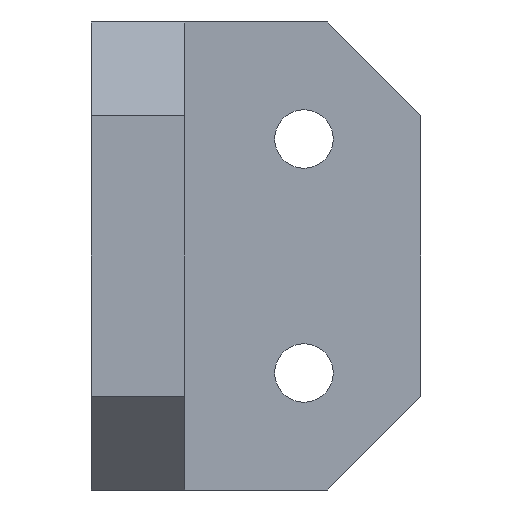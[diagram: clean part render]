
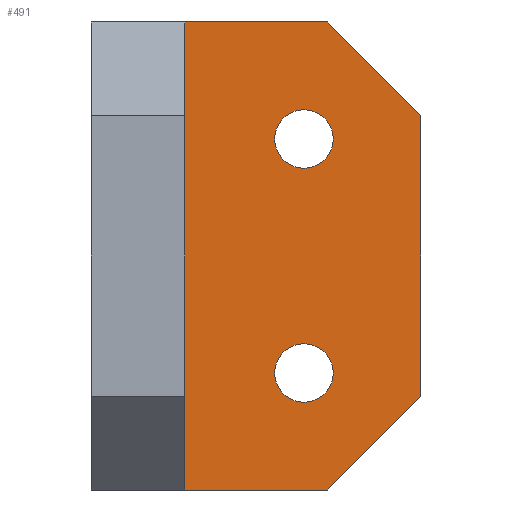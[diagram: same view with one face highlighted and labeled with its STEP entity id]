
A CAD part, front view. The second image highlights one B-rep face of the part: STEP entity #491.
In plain terms, the highlighted planar face has unit normal (0, -1, 0).
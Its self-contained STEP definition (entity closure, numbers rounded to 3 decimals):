
#37=FACE_BOUND('',#116,.T.);
#38=FACE_BOUND('',#117,.T.);
#61=CIRCLE('',#540,2.5);
#62=CIRCLE('',#541,2.5);
#81=FACE_OUTER_BOUND('',#115,.T.);
#115=EDGE_LOOP('',(#381,#382,#383,#384,#385,#386));
#116=EDGE_LOOP('',(#387));
#117=EDGE_LOOP('',(#388));
#154=LINE('',#729,#196);
#164=LINE('',#769,#206);
#169=LINE('',#778,#211);
#170=LINE('',#781,#212);
#171=LINE('',#782,#213);
#172=LINE('',#783,#214);
#196=VECTOR('',#584,10.);
#206=VECTOR('',#620,10.);
#211=VECTOR('',#627,10.);
#212=VECTOR('',#630,10.);
#213=VECTOR('',#631,10.);
#214=VECTOR('',#632,10.);
#237=VERTEX_POINT('',#726);
#238=VERTEX_POINT('',#728);
#254=VERTEX_POINT('',#766);
#255=VERTEX_POINT('',#768);
#258=VERTEX_POINT('',#776);
#259=VERTEX_POINT('',#780);
#260=VERTEX_POINT('',#784);
#261=VERTEX_POINT('',#786);
#282=EDGE_CURVE('',#238,#237,#154,.T.);
#302=EDGE_CURVE('',#255,#254,#164,.T.);
#307=EDGE_CURVE('',#258,#237,#169,.T.);
#308=EDGE_CURVE('',#258,#259,#170,.T.);
#309=EDGE_CURVE('',#255,#259,#171,.T.);
#310=EDGE_CURVE('',#254,#238,#172,.T.);
#311=EDGE_CURVE('',#260,#260,#61,.T.);
#312=EDGE_CURVE('',#261,#261,#62,.T.);
#381=ORIENTED_EDGE('',*,*,#307,.F.);
#382=ORIENTED_EDGE('',*,*,#308,.T.);
#383=ORIENTED_EDGE('',*,*,#309,.F.);
#384=ORIENTED_EDGE('',*,*,#302,.T.);
#385=ORIENTED_EDGE('',*,*,#310,.T.);
#386=ORIENTED_EDGE('',*,*,#282,.T.);
#387=ORIENTED_EDGE('',*,*,#311,.F.);
#388=ORIENTED_EDGE('',*,*,#312,.F.);
#479=PLANE('',#539);
#491=ADVANCED_FACE('',(#81,#37,#38),#479,.F.);
#539=AXIS2_PLACEMENT_3D('',#779,#628,#629);
#540=AXIS2_PLACEMENT_3D('',#785,#633,#634);
#541=AXIS2_PLACEMENT_3D('',#787,#635,#636);
#584=DIRECTION('',(1.,0.,0.));
#620=DIRECTION('',(-1.,0.,0.));
#627=DIRECTION('',(-0.707,0.,-0.707));
#628=DIRECTION('center_axis',(0.,1.,0.));
#629=DIRECTION('ref_axis',(1.,0.,0.));
#630=DIRECTION('',(0.,0.,1.));
#631=DIRECTION('',(0.707,0.,-0.707));
#632=DIRECTION('',(0.,0.,-1.));
#633=DIRECTION('center_axis',(0.,-1.,0.));
#634=DIRECTION('ref_axis',(1.,0.,0.));
#635=DIRECTION('center_axis',(0.,-1.,0.));
#636=DIRECTION('ref_axis',(1.,0.,0.));
#726=CARTESIAN_POINT('',(-636.5,201.248,-31.767));
#728=CARTESIAN_POINT('',(-648.7,201.248,-31.767));
#729=CARTESIAN_POINT('',(-656.7,201.248,-31.767));
#766=CARTESIAN_POINT('',(-648.7,201.248,8.233));
#768=CARTESIAN_POINT('',(-636.5,201.248,8.233));
#769=CARTESIAN_POINT('',(-628.5,201.248,8.233));
#776=CARTESIAN_POINT('',(-628.5,201.248,-23.767));
#778=CARTESIAN_POINT('',(-631.025,201.248,-26.292));
#779=CARTESIAN_POINT('Origin',(-642.6,201.248,-11.767));
#780=CARTESIAN_POINT('',(-628.5,201.248,0.233));
#781=CARTESIAN_POINT('',(-628.5,201.248,-31.767));
#782=CARTESIAN_POINT('',(-631.025,201.248,2.758));
#783=CARTESIAN_POINT('',(-648.7,201.248,-21.767));
#784=CARTESIAN_POINT('',(-641.,201.248,-1.767));
#785=CARTESIAN_POINT('Origin',(-638.5,201.248,-1.767));
#786=CARTESIAN_POINT('',(-641.,201.248,-21.767));
#787=CARTESIAN_POINT('Origin',(-638.5,201.248,-21.767));
